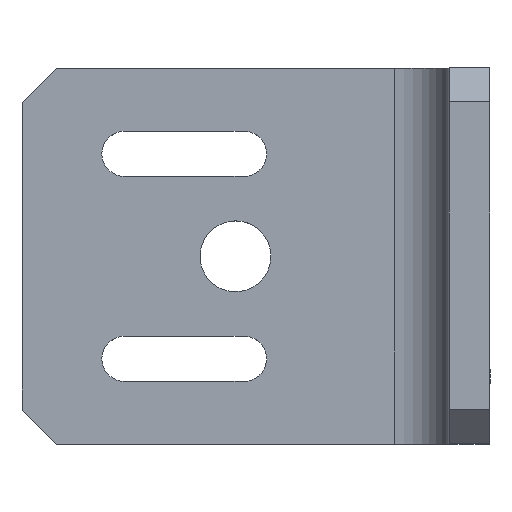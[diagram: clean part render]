
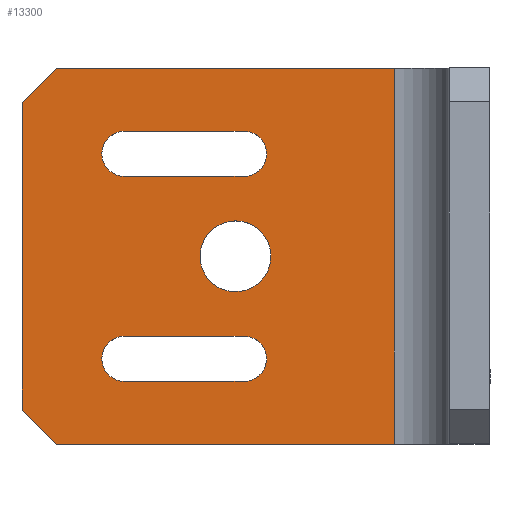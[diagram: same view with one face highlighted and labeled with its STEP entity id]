
A CAD part, top view. The second image highlights one B-rep face of the part: STEP entity #13300.
In plain terms, the highlighted face is planar.
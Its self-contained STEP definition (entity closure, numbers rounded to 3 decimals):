
#540=CARTESIAN_POINT('',(-439.273,233.421,
18.817));
#550=VERTEX_POINT('',#540);
#580=CARTESIAN_POINT('',(-806.247,233.421,
18.817));
#590=DIRECTION('',(1.,0.,0.));
#600=VECTOR('',#590,1.);
#610=LINE('',#580,#600);
#620=CARTESIAN_POINT('',(-478.873,233.421,
18.817));
#630=VERTEX_POINT('',#620);
#640=EDGE_CURVE('',#630,#550,#610,.T.);
#1010=CARTESIAN_POINT('',(-482.873,237.421,
18.817));
#1020=VERTEX_POINT('',#1010);
#1050=CARTESIAN_POINT('',(-482.873,233.421,
18.817));
#1060=DIRECTION('',(0.,1.,0.));
#1070=VECTOR('',#1060,1.);
#1080=LINE('',#1050,#1070);
#1090=CARTESIAN_POINT('',(-482.873,273.421,
18.817));
#1100=VERTEX_POINT('',#1090);
#1110=EDGE_CURVE('',#1020,#1100,#1080,.T.);
#1480=CARTESIAN_POINT('',(-439.273,277.421,
18.817));
#1490=VERTEX_POINT('',#1480);
#1520=CARTESIAN_POINT('',(-439.273,277.421,
18.817));
#1530=DIRECTION('',(0.,1.,0.));
#1540=VECTOR('',#1530,1.);
#1550=LINE('',#1520,#1540);
#1560=EDGE_CURVE('',#550,#1490,#1550,.T.);
#5590=CARTESIAN_POINT('',(-478.873,277.421,
18.817));
#5600=VERTEX_POINT('',#5590);
#5630=CARTESIAN_POINT('',(-806.247,277.421,
18.817));
#5640=DIRECTION('',(1.,0.,0.));
#5650=VECTOR('',#5640,1.);
#5660=LINE('',#5630,#5650);
#5670=EDGE_CURVE('',#5600,#1490,#5660,.T.);
#5880=CARTESIAN_POINT('',(-470.873,264.771,
18.817));
#5890=VERTEX_POINT('',#5880);
#6070=CARTESIAN_POINT('',(-470.873,270.071,
18.817));
#6080=VERTEX_POINT('',#6070);
#6110=CARTESIAN_POINT('',(-470.873,267.421,
18.817));
#6120=DIRECTION('',(0.,0.,-1.));
#6130=DIRECTION('',(-1.,0.,0.));
#6140=AXIS2_PLACEMENT_3D('',#6110,#6120,#6130);
#6150=CIRCLE('',#6140,2.65);
#6160=EDGE_CURVE('',#5890,#6080,#6150,.T.);
#6370=CARTESIAN_POINT('',(-470.873,240.771,
18.817));
#6380=VERTEX_POINT('',#6370);
#6560=CARTESIAN_POINT('',(-470.873,246.071,
18.817));
#6570=VERTEX_POINT('',#6560);
#6600=CARTESIAN_POINT('',(-470.873,243.421,
18.817));
#6610=DIRECTION('',(0.,0.,-1.));
#6620=DIRECTION('',(-1.,0.,0.));
#6630=AXIS2_PLACEMENT_3D('',#6600,#6610,#6620);
#6640=CIRCLE('',#6630,2.65);
#6650=EDGE_CURVE('',#6380,#6570,#6640,.T.);
#6900=CARTESIAN_POINT('',(-664.56,91.734,
18.817));
#6910=DIRECTION('',(-0.707,-0.707,0.));
#6920=VECTOR('',#6910,1.);
#6930=LINE('',#6900,#6920);
#6940=EDGE_CURVE('',#5600,#1100,#6930,.T.);
#7190=CARTESIAN_POINT('',(-642.56,397.108,
18.817));
#7200=DIRECTION('',(0.707,-0.707,0.));
#7210=VECTOR('',#7200,1.);
#7220=LINE('',#7190,#7210);
#7230=EDGE_CURVE('',#1020,#630,#7220,.T.);
#10360=CARTESIAN_POINT('',(-457.873,259.571,
18.817));
#10370=VERTEX_POINT('',#10360);
#10590=CARTESIAN_POINT('',(-457.873,251.271,
18.817));
#10600=VERTEX_POINT('',#10590);
#10630=CARTESIAN_POINT('',(-457.873,255.421,
18.817));
#10640=DIRECTION('',(0.,0.,-1.));
#10650=DIRECTION('',(-1.,0.,0.));
#10660=AXIS2_PLACEMENT_3D('',#10630,#10640,#10650);
#10670=CIRCLE('',#10660,4.15);
#10680=CARTESIAN_POINT('',(-456.017,251.709,
18.817));
#10690=VERTEX_POINT('',#10680);
#10700=EDGE_CURVE('',#10690,#10600,#10670,.T.);
#10720=EDGE_CURVE('',#10370,#10690,#10670,.T.);
#10890=CARTESIAN_POINT('',(-806.247,240.771,
18.817));
#10900=DIRECTION('',(-1.,0.,0.));
#10910=VECTOR('',#10900,1.);
#10920=LINE('',#10890,#10910);
#10930=CARTESIAN_POINT('',(-456.873,240.771,
18.817));
#10940=VERTEX_POINT('',#10930);
#10950=EDGE_CURVE('',#10940,#6380,#10920,.T.);
#11390=CARTESIAN_POINT('',(-456.873,246.071,
18.817));
#11400=VERTEX_POINT('',#11390);
#11430=CARTESIAN_POINT('',(-806.247,246.071,
18.817));
#11440=DIRECTION('',(1.,0.,0.));
#11450=VECTOR('',#11440,1.);
#11460=LINE('',#11430,#11450);
#11470=EDGE_CURVE('',#6570,#11400,#11460,.T.);
#11650=CARTESIAN_POINT('',(-806.247,264.771,
18.817));
#11660=DIRECTION('',(-1.,0.,0.));
#11670=VECTOR('',#11660,1.);
#11680=LINE('',#11650,#11670);
#11690=CARTESIAN_POINT('',(-456.873,264.771,
18.817));
#11700=VERTEX_POINT('',#11690);
#11710=EDGE_CURVE('',#11700,#5890,#11680,.T.);
#12150=CARTESIAN_POINT('',(-456.873,270.071,
18.817));
#12160=VERTEX_POINT('',#12150);
#12190=CARTESIAN_POINT('',(-806.247,270.071,
18.817));
#12200=DIRECTION('',(1.,0.,0.));
#12210=VECTOR('',#12200,1.);
#12220=LINE('',#12190,#12210);
#12230=EDGE_CURVE('',#6080,#12160,#12220,.T.);
#12870=CARTESIAN_POINT('',(-806.247,233.421,
18.817));
#12880=DIRECTION('',(0.,0.,1.));
#12890=DIRECTION('',(1.,0.,0.));
#12900=AXIS2_PLACEMENT_3D('',#12870,#12880,#12890);
#12910=PLANE('',#12900);
#12920=CARTESIAN_POINT('',(-456.873,267.421,
18.817));
#12930=DIRECTION('',(0.,0.,-1.));
#12940=DIRECTION('',(-1.,0.,0.));
#12950=AXIS2_PLACEMENT_3D('',#12920,#12930,#12940);
#12960=CIRCLE('',#12950,2.65);
#12970=EDGE_CURVE('',#12160,#11700,#12960,.T.);
#12980=ORIENTED_EDGE('',*,*,#12970,.F.);
#12990=ORIENTED_EDGE('',*,*,#11710,.F.);
#13000=ORIENTED_EDGE('',*,*,#6160,.F.);
#13010=ORIENTED_EDGE('',*,*,#12230,.F.);
#13020=EDGE_LOOP('',(#13010,#13000,#12990,#12980));
#13030=FACE_BOUND('',#13020,.T.);
#13040=CARTESIAN_POINT('',(-456.873,243.421,
18.817));
#13050=DIRECTION('',(0.,0.,-1.));
#13060=DIRECTION('',(-1.,0.,0.));
#13070=AXIS2_PLACEMENT_3D('',#13040,#13050,#13060);
#13080=CIRCLE('',#13070,2.65);
#13090=EDGE_CURVE('',#11400,#10940,#13080,.T.);
#13100=ORIENTED_EDGE('',*,*,#13090,.F.);
#13110=ORIENTED_EDGE('',*,*,#10950,.F.);
#13120=ORIENTED_EDGE('',*,*,#6650,.F.);
#13130=ORIENTED_EDGE('',*,*,#11470,.F.);
#13140=EDGE_LOOP('',(#13130,#13120,#13110,#13100));
#13150=FACE_BOUND('',#13140,.T.);
#13160=ORIENTED_EDGE('',*,*,#10700,.F.);
#13170=EDGE_CURVE('',#10600,#10370,#10670,.T.);
#13180=ORIENTED_EDGE('',*,*,#13170,.F.);
#13190=ORIENTED_EDGE('',*,*,#10720,.F.);
#13200=EDGE_LOOP('',(#13190,#13180,#13160));
#13210=FACE_BOUND('',#13200,.T.);
#13220=ORIENTED_EDGE('',*,*,#7230,.F.);
#13230=ORIENTED_EDGE('',*,*,#640,.F.);
#13240=ORIENTED_EDGE('',*,*,#1560,.F.);
#13250=ORIENTED_EDGE('',*,*,#5670,.T.);
#13260=ORIENTED_EDGE('',*,*,#6940,.F.);
#13270=ORIENTED_EDGE('',*,*,#1110,.T.);
#13280=EDGE_LOOP('',(#13270,#13260,#13250,#13240,#13230,#13220));
#13290=FACE_OUTER_BOUND('',#13280,.T.);
#13300=ADVANCED_FACE('F277',(#13030,#13150,#13210,#13290),#12910,.F.);
